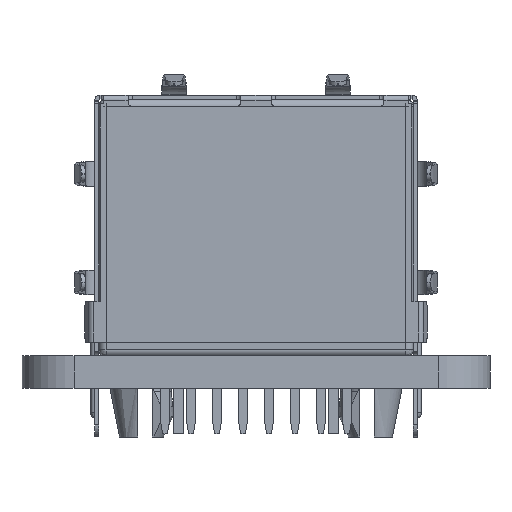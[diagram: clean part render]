
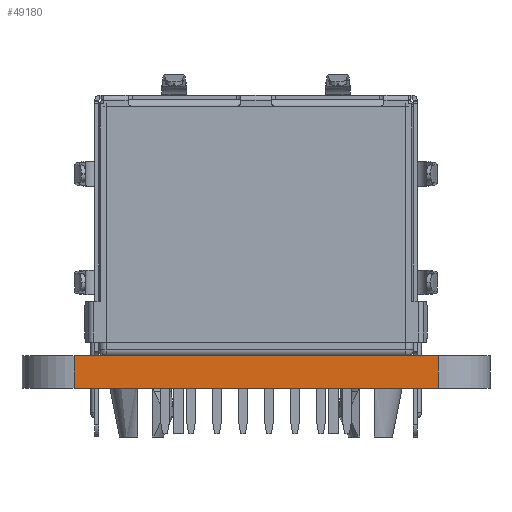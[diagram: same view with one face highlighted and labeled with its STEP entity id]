
A CAD part, left-side view. The second image highlights one B-rep face of the part: STEP entity #49180.
In plain terms, the highlighted planar face has unit normal (-1, 0, 0).
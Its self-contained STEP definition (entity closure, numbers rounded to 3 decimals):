
#44514 = PLANE('',#44515);
#44515 = AXIS2_PLACEMENT_3D('',#44516,#44517,#44518);
#44516 = CARTESIAN_POINT('',(148.501,-105.004,1.6));
#44517 = DIRECTION('',(0.,0.,1.));
#44518 = DIRECTION('',(1.,0.,-0.));
#44542 = CYLINDRICAL_SURFACE('',#44543,2.54);
#44543 = AXIS2_PLACEMENT_3D('',#44544,#44545,#44546);
#44544 = CARTESIAN_POINT('',(123.101,-96.114,0.));
#44545 = DIRECTION('',(-0.,-0.,-1.));
#44546 = DIRECTION('',(1.,0.,-0.));
#44568 = PLANE('',#44569);
#44569 = AXIS2_PLACEMENT_3D('',#44570,#44571,#44572);
#44570 = CARTESIAN_POINT('',(148.501,-105.004,0.));
#44571 = DIRECTION('',(0.,0.,1.));
#44572 = DIRECTION('',(1.,0.,-0.));
#44663 = VERTEX_POINT('',#44664);
#44664 = CARTESIAN_POINT('',(120.561,-96.114,1.6));
#44686 = EDGE_CURVE('',#44687,#44663,#44689,.T.);
#44687 = VERTEX_POINT('',#44688);
#44688 = CARTESIAN_POINT('',(120.561,-96.114,0.));
#44689 = SURFACE_CURVE('',#44690,(#44694,#44701),.PCURVE_S1.);
#44690 = LINE('',#44691,#44692);
#44691 = CARTESIAN_POINT('',(120.561,-96.114,0.));
#44692 = VECTOR('',#44693,1.);
#44693 = DIRECTION('',(0.,0.,1.));
#44694 = PCURVE('',#44542,#44695);
#44695 = DEFINITIONAL_REPRESENTATION('',(#44696),#44700);
#44696 = LINE('',#44697,#44698);
#44697 = CARTESIAN_POINT('',(-3.141,0.));
#44698 = VECTOR('',#44699,1.);
#44699 = DIRECTION('',(-0.,-1.));
#44700 = ( GEOMETRIC_REPRESENTATION_CONTEXT(2) 
PARAMETRIC_REPRESENTATION_CONTEXT() REPRESENTATION_CONTEXT('2D SPACE',''
  ) );
#44701 = PCURVE('',#44702,#44707);
#44702 = PLANE('',#44703);
#44703 = AXIS2_PLACEMENT_3D('',#44704,#44705,#44706);
#44704 = CARTESIAN_POINT('',(120.561,-96.114,0.));
#44705 = DIRECTION('',(1.,0.,-0.));
#44706 = DIRECTION('',(0.,-1.,0.));
#44707 = DEFINITIONAL_REPRESENTATION('',(#44708),#44712);
#44708 = LINE('',#44709,#44710);
#44709 = CARTESIAN_POINT('',(0.,0.));
#44710 = VECTOR('',#44711,1.);
#44711 = DIRECTION('',(0.,-1.));
#44712 = ( GEOMETRIC_REPRESENTATION_CONTEXT(2) 
PARAMETRIC_REPRESENTATION_CONTEXT() REPRESENTATION_CONTEXT('2D SPACE',''
  ) );
#44741 = EDGE_CURVE('',#44687,#44742,#44744,.T.);
#44742 = VERTEX_POINT('',#44743);
#44743 = CARTESIAN_POINT('',(120.561,-113.894,0.));
#44744 = SURFACE_CURVE('',#44745,(#44749,#44756),.PCURVE_S1.);
#44745 = LINE('',#44746,#44747);
#44746 = CARTESIAN_POINT('',(120.561,-96.114,0.));
#44747 = VECTOR('',#44748,1.);
#44748 = DIRECTION('',(0.,-1.,0.));
#44749 = PCURVE('',#44568,#44750);
#44750 = DEFINITIONAL_REPRESENTATION('',(#44751),#44755);
#44751 = LINE('',#44752,#44753);
#44752 = CARTESIAN_POINT('',(-27.94,8.89));
#44753 = VECTOR('',#44754,1.);
#44754 = DIRECTION('',(0.,-1.));
#44755 = ( GEOMETRIC_REPRESENTATION_CONTEXT(2) 
PARAMETRIC_REPRESENTATION_CONTEXT() REPRESENTATION_CONTEXT('2D SPACE',''
  ) );
#44756 = PCURVE('',#44702,#44757);
#44757 = DEFINITIONAL_REPRESENTATION('',(#44758),#44762);
#44758 = LINE('',#44759,#44760);
#44759 = CARTESIAN_POINT('',(0.,0.));
#44760 = VECTOR('',#44761,1.);
#44761 = DIRECTION('',(1.,0.));
#44762 = ( GEOMETRIC_REPRESENTATION_CONTEXT(2) 
PARAMETRIC_REPRESENTATION_CONTEXT() REPRESENTATION_CONTEXT('2D SPACE',''
  ) );
#44781 = CYLINDRICAL_SURFACE('',#44782,2.54);
#44782 = AXIS2_PLACEMENT_3D('',#44783,#44784,#44785);
#44783 = CARTESIAN_POINT('',(123.101,-113.894,0.));
#44784 = DIRECTION('',(-0.,-0.,-1.));
#44785 = DIRECTION('',(1.,0.,-0.));
#47140 = EDGE_CURVE('',#44663,#47141,#47143,.T.);
#47141 = VERTEX_POINT('',#47142);
#47142 = CARTESIAN_POINT('',(120.561,-113.894,1.6));
#47143 = SURFACE_CURVE('',#47144,(#47148,#47155),.PCURVE_S1.);
#47144 = LINE('',#47145,#47146);
#47145 = CARTESIAN_POINT('',(120.561,-96.114,1.6));
#47146 = VECTOR('',#47147,1.);
#47147 = DIRECTION('',(0.,-1.,0.));
#47148 = PCURVE('',#44514,#47149);
#47149 = DEFINITIONAL_REPRESENTATION('',(#47150),#47154);
#47150 = LINE('',#47151,#47152);
#47151 = CARTESIAN_POINT('',(-27.94,8.89));
#47152 = VECTOR('',#47153,1.);
#47153 = DIRECTION('',(0.,-1.));
#47154 = ( GEOMETRIC_REPRESENTATION_CONTEXT(2) 
PARAMETRIC_REPRESENTATION_CONTEXT() REPRESENTATION_CONTEXT('2D SPACE',''
  ) );
#47155 = PCURVE('',#44702,#47156);
#47156 = DEFINITIONAL_REPRESENTATION('',(#47157),#47161);
#47157 = LINE('',#47158,#47159);
#47158 = CARTESIAN_POINT('',(0.,-1.6));
#47159 = VECTOR('',#47160,1.);
#47160 = DIRECTION('',(1.,0.));
#47161 = ( GEOMETRIC_REPRESENTATION_CONTEXT(2) 
PARAMETRIC_REPRESENTATION_CONTEXT() REPRESENTATION_CONTEXT('2D SPACE',''
  ) );
#49180 = ADVANCED_FACE('',(#49181),#44702,.F.);
#49181 = FACE_BOUND('',#49182,.F.);
#49182 = EDGE_LOOP('',(#49183,#49184,#49185,#49206));
#49183 = ORIENTED_EDGE('',*,*,#44686,.T.);
#49184 = ORIENTED_EDGE('',*,*,#47140,.T.);
#49185 = ORIENTED_EDGE('',*,*,#49186,.F.);
#49186 = EDGE_CURVE('',#44742,#47141,#49187,.T.);
#49187 = SURFACE_CURVE('',#49188,(#49192,#49199),.PCURVE_S1.);
#49188 = LINE('',#49189,#49190);
#49189 = CARTESIAN_POINT('',(120.561,-113.894,0.));
#49190 = VECTOR('',#49191,1.);
#49191 = DIRECTION('',(0.,0.,1.));
#49192 = PCURVE('',#44702,#49193);
#49193 = DEFINITIONAL_REPRESENTATION('',(#49194),#49198);
#49194 = LINE('',#49195,#49196);
#49195 = CARTESIAN_POINT('',(17.78,0.));
#49196 = VECTOR('',#49197,1.);
#49197 = DIRECTION('',(0.,-1.));
#49198 = ( GEOMETRIC_REPRESENTATION_CONTEXT(2) 
PARAMETRIC_REPRESENTATION_CONTEXT() REPRESENTATION_CONTEXT('2D SPACE',''
  ) );
#49199 = PCURVE('',#44781,#49200);
#49200 = DEFINITIONAL_REPRESENTATION('',(#49201),#49205);
#49201 = LINE('',#49202,#49203);
#49202 = CARTESIAN_POINT('',(-3.141,0.));
#49203 = VECTOR('',#49204,1.);
#49204 = DIRECTION('',(-0.,-1.));
#49205 = ( GEOMETRIC_REPRESENTATION_CONTEXT(2) 
PARAMETRIC_REPRESENTATION_CONTEXT() REPRESENTATION_CONTEXT('2D SPACE',''
  ) );
#49206 = ORIENTED_EDGE('',*,*,#44741,.F.);
